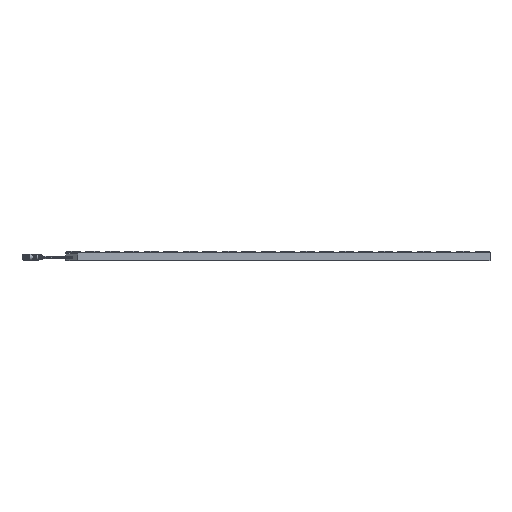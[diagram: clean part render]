
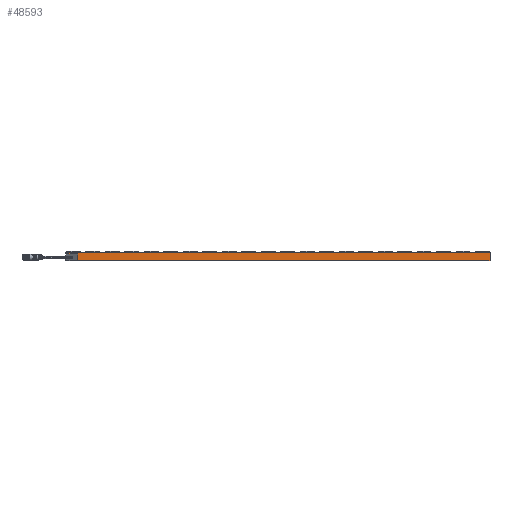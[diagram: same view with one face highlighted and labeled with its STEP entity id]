
A CAD part, left-side view. The second image highlights one B-rep face of the part: STEP entity #48593.
In plain terms, the highlighted planar face has unit normal (-1, 0, 0).
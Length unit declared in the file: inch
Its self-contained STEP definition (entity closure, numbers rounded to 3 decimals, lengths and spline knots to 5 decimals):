
#24 = CARTESIAN_POINT ( 'NONE',  ( -12., 11.33071, 0. ) ) ;
#602 = CARTESIAN_POINT ( 'NONE',  ( -12., 12., 0.47244 ) ) ;
#792 = DIRECTION ( 'NONE',  ( 0., 0., 1. ) ) ;
#869 = CARTESIAN_POINT ( 'NONE',  ( -12., 11.33071, 0.3937 ) ) ;
#1177 = AXIS2_PLACEMENT_3D ( 'NONE', #7975, #27004, #32205 ) ;
#2035 = ORIENTED_EDGE ( 'NONE', *, *, #51291, .F. ) ;
#2452 = LINE ( 'NONE', #50419, #29167 ) ;
#2679 = CARTESIAN_POINT ( 'NONE',  ( -12., -12., 0.47244 ) ) ;
#3819 = PLANE ( 'NONE',  #1177 ) ;
#4205 = CARTESIAN_POINT ( 'NONE',  ( -12., 11.33071, 0.23622 ) ) ;
#5694 = CARTESIAN_POINT ( 'NONE',  ( -12., 12., 0.23622 ) ) ;
#7379 = CARTESIAN_POINT ( 'NONE',  ( -12., 0., 0. ) ) ;
#7975 = CARTESIAN_POINT ( 'NONE',  ( -12., -12., 0.47244 ) ) ;
#8194 = EDGE_CURVE ( 'NONE', #44074, #50275, #33711, .T. ) ;
#9581 = DIRECTION ( 'NONE',  ( 0., 0., -1. ) ) ;
#10101 = CARTESIAN_POINT ( 'NONE',  ( -12., -12., 0.23622 ) ) ;
#14521 = LINE ( 'NONE', #10101, #17182 ) ;
#14921 = VECTOR ( 'NONE', #792, 39.37008 ) ;
#15860 = VECTOR ( 'NONE', #50911, 39.37008 ) ;
#17182 = VECTOR ( 'NONE', #9581, 39.37008 ) ;
#17350 = VECTOR ( 'NONE', #30584, 39.37008 ) ;
#17816 = VECTOR ( 'NONE', #29152, 39.37008 ) ;
#19207 = CARTESIAN_POINT ( 'NONE',  ( -12., -12., 0.47244 ) ) ;
#19709 = FACE_OUTER_BOUND ( 'NONE', #48879, .T. ) ;
#19818 = EDGE_CURVE ( 'NONE', #24090, #41145, #2452, .T. ) ;
#24090 = VERTEX_POINT ( 'NONE', #869 ) ;
#25981 = VERTEX_POINT ( 'NONE', #24 ) ;
#26231 = ORIENTED_EDGE ( 'NONE', *, *, #41152, .F. ) ;
#26434 = ORIENTED_EDGE ( 'NONE', *, *, #8194, .T. ) ;
#27004 = DIRECTION ( 'NONE',  ( 1., 0., 0. ) ) ;
#28749 = EDGE_CURVE ( 'NONE', #50275, #41145, #48971, .T. ) ;
#29152 = DIRECTION ( 'NONE',  ( 0., 0., -1. ) ) ;
#29167 = VECTOR ( 'NONE', #29575, 39.37008 ) ;
#29575 = DIRECTION ( 'NONE',  ( 0., 1., 0. ) ) ;
#30584 = DIRECTION ( 'NONE',  ( 0., 1., 0. ) ) ;
#31833 = LINE ( 'NONE', #4205, #14921 ) ;
#32205 = DIRECTION ( 'NONE',  ( 0., 1., 0. ) ) ;
#33711 = LINE ( 'NONE', #2679, #17350 ) ;
#39241 = ORIENTED_EDGE ( 'NONE', *, *, #28749, .T. ) ;
#41145 = VERTEX_POINT ( 'NONE', #44316 ) ;
#41152 = EDGE_CURVE ( 'NONE', #25981, #24090, #31833, .T. ) ;
#43109 = CARTESIAN_POINT ( 'NONE',  ( -12., -12., 0. ) ) ;
#43279 = VERTEX_POINT ( 'NONE', #43109 ) ;
#43327 = LINE ( 'NONE', #7379, #15860 ) ;
#44074 = VERTEX_POINT ( 'NONE', #19207 ) ;
#44316 = CARTESIAN_POINT ( 'NONE',  ( -12., 12., 0.3937 ) ) ;
#44461 = EDGE_CURVE ( 'NONE', #43279, #25981, #43327, .T. ) ;
#45579 = ORIENTED_EDGE ( 'NONE', *, *, #19818, .F. ) ;
#48593 = ADVANCED_FACE ( 'NONE', ( #19709 ), #3819, .F. ) ;
#48879 = EDGE_LOOP ( 'NONE', ( #26231, #50551, #2035, #26434, #39241, #45579 ) ) ;
#48971 = LINE ( 'NONE', #5694, #17816 ) ;
#50275 = VERTEX_POINT ( 'NONE', #602 ) ;
#50419 = CARTESIAN_POINT ( 'NONE',  ( -12., 0., 0.3937 ) ) ;
#50551 = ORIENTED_EDGE ( 'NONE', *, *, #44461, .F. ) ;
#50911 = DIRECTION ( 'NONE',  ( 0., 1., 0. ) ) ;
#51291 = EDGE_CURVE ( 'NONE', #44074, #43279, #14521, .T. ) ;
